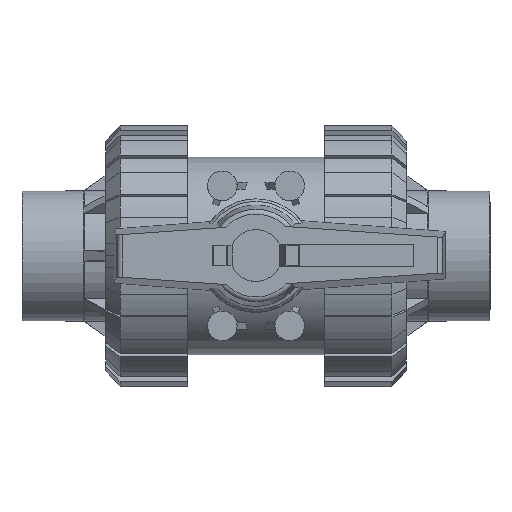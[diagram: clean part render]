
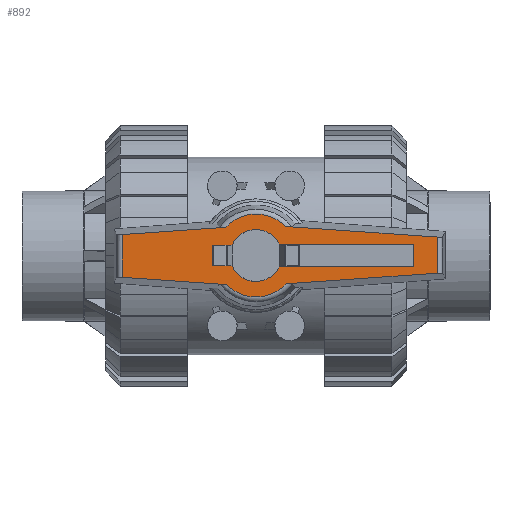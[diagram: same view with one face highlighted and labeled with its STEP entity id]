
A CAD part, top view. The second image highlights one B-rep face of the part: STEP entity #892.
In plain terms, the highlighted planar face has unit normal (0, 0, 1).
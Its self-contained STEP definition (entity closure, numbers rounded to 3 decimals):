
#892=ADVANCED_FACE('',(#2099,#2100),#2101,.T.);
#2099=FACE_BOUND('',#3691,.T.);
#2100=FACE_OUTER_BOUND('',#3692,.T.);
#2101=PLANE('',#3693);
#3691=EDGE_LOOP('',(#6920,#6921,#6922,#6923,#6924,#6925,#6926,#6927));
#3692=EDGE_LOOP('',(#6928,#6929,#6930,#6931,#6932,#6933,#6934,#6935));
#3693=AXIS2_PLACEMENT_3D('',#6936,#6937,#6938);
#6920=ORIENTED_EDGE('',*,*,#10909,.T.);
#6921=ORIENTED_EDGE('',*,*,#10980,.T.);
#6922=ORIENTED_EDGE('',*,*,#11087,.T.);
#6923=ORIENTED_EDGE('',*,*,#11095,.T.);
#6924=ORIENTED_EDGE('',*,*,#10891,.T.);
#6925=ORIENTED_EDGE('',*,*,#10831,.T.);
#6926=ORIENTED_EDGE('',*,*,#10822,.T.);
#6927=ORIENTED_EDGE('',*,*,#10900,.T.);
#6928=ORIENTED_EDGE('',*,*,#11044,.T.);
#6929=ORIENTED_EDGE('',*,*,#11199,.T.);
#6930=ORIENTED_EDGE('',*,*,#11141,.T.);
#6931=ORIENTED_EDGE('',*,*,#11148,.F.);
#6932=ORIENTED_EDGE('',*,*,#11076,.T.);
#6933=ORIENTED_EDGE('',*,*,#11179,.T.);
#6934=ORIENTED_EDGE('',*,*,#11122,.T.);
#6935=ORIENTED_EDGE('',*,*,#11129,.T.);
#6936=CARTESIAN_POINT('',(7.994,0.0,160.5));
#6937=DIRECTION('',(0.0,0.0,1.0));
#6938=DIRECTION('',(1.0,0.0,0.0));
#10822=EDGE_CURVE('',#12862,#12863,#12864,.T.);
#10831=EDGE_CURVE('',#12877,#12862,#12878,.T.);
#10891=EDGE_CURVE('',#12974,#12877,#12975,.T.);
#10900=EDGE_CURVE('',#12863,#12988,#12989,.T.);
#10909=EDGE_CURVE('',#12988,#12999,#13000,.T.);
#10980=EDGE_CURVE('',#12999,#13091,#13093,.T.);
#11044=EDGE_CURVE('',#13201,#13199,#13202,.T.);
#11076=EDGE_CURVE('',#13256,#13254,#13257,.T.);
#11087=EDGE_CURVE('',#13091,#13274,#13275,.T.);
#11095=EDGE_CURVE('',#13274,#12974,#13284,.T.);
#11122=EDGE_CURVE('',#13321,#13319,#13322,.T.);
#11129=EDGE_CURVE('',#13319,#13201,#13332,.T.);
#11141=EDGE_CURVE('',#13349,#13347,#13350,.T.);
#11148=EDGE_CURVE('',#13256,#13347,#13360,.T.);
#11179=EDGE_CURVE('',#13254,#13321,#13397,.T.);
#11199=EDGE_CURVE('',#13199,#13349,#13417,.T.);
#12862=VERTEX_POINT('',#15871);
#12863=VERTEX_POINT('',#15872);
#12864=LINE('',#15873,#15874);
#12877=VERTEX_POINT('',#15893);
#12878=LINE('',#15894,#15895);
#12974=VERTEX_POINT('',#16024);
#12975=CIRCLE('',#16025,10.0);
#12988=VERTEX_POINT('',#16040);
#12989=LINE('',#16041,#16042);
#12999=VERTEX_POINT('',#16057);
#13000=CIRCLE('',#16058,10.0);
#13091=VERTEX_POINT('',#16182);
#13093=LINE('',#16185,#16186);
#13199=VERTEX_POINT('',#16491);
#13201=VERTEX_POINT('',#16518);
#13202=LINE('',#16519,#16520);
#13254=VERTEX_POINT('',#16686);
#13256=VERTEX_POINT('',#16713);
#13257=LINE('',#16714,#16715);
#13274=VERTEX_POINT('',#16737);
#13275=LINE('',#16738,#16739);
#13284=LINE('',#16751,#16752);
#13319=VERTEX_POINT('',#16797);
#13321=VERTEX_POINT('',#16799);
#13322=LINE('',#16800,#16801);
#13332=LINE('',#16871,#16872);
#13347=VERTEX_POINT('',#16891);
#13349=VERTEX_POINT('',#16893);
#13350=LINE('',#16894,#16895);
#13360=LINE('',#16965,#16966);
#13397=CIRCLE('',#17075,15.988);
#13417=CIRCLE('',#17095,15.988);
#15871=CARTESIAN_POINT('',(60.833,4.375,160.5));
#15872=CARTESIAN_POINT('',(60.833,-4.375,160.5));
#15873=CARTESIAN_POINT('',(60.833,0.0,160.5));
#15874=VECTOR('',#22885,1.0);
#15893=CARTESIAN_POINT('',(8.992,4.375,160.5));
#15894=CARTESIAN_POINT('',(19.205,4.375,160.5));
#15895=VECTOR('',#22892,1.0);
#16024=CARTESIAN_POINT('',(-9.192,3.938,160.5));
#16025=AXIS2_PLACEMENT_3D('',#22980,#22981,#22982);
#16040=CARTESIAN_POINT('',(8.992,-4.375,160.5));
#16041=CARTESIAN_POINT('',(19.205,-4.375,160.5));
#16042=VECTOR('',#22997,1.0);
#16057=CARTESIAN_POINT('',(-9.192,-3.938,160.5));
#16058=AXIS2_PLACEMENT_3D('',#23003,#23004,#23005);
#16182=CARTESIAN_POINT('',(-16.933,-3.938,160.5));
#16185=CARTESIAN_POINT('',(-2.601,-3.938,160.5));
#16186=VECTOR('',#23073,1.0);
#16491=CARTESIAN_POINT('',(-11.394,-11.216,160.5));
#16518=CARTESIAN_POINT('',(-51.662,-8.4,160.5));
#16519=CARTESIAN_POINT('',(-4.192,-11.72,160.5));
#16520=VECTOR('',#23127,1.0);
#16686=CARTESIAN_POINT('',(11.394,11.216,160.5));
#16713=CARTESIAN_POINT('',(69.912,7.124,160.5));
#16714=CARTESIAN_POINT('',(37.881,9.364,160.5));
#16715=VECTOR('',#23155,1.0);
#16737=CARTESIAN_POINT('',(-16.933,3.938,160.5));
#16738=CARTESIAN_POINT('',(-16.933,5.906,160.5));
#16739=VECTOR('',#23170,1.0);
#16751=CARTESIAN_POINT('',(-2.601,3.938,160.5));
#16752=VECTOR('',#23177,1.0);
#16797=CARTESIAN_POINT('',(-51.662,8.09,160.5));
#16799=CARTESIAN_POINT('',(-11.712,10.883,160.5));
#16800=CARTESIAN_POINT('',(-3.074,11.487,160.5));
#16801=VECTOR('',#23209,1.0);
#16871=CARTESIAN_POINT('',(-51.662,15.75,160.5));
#16872=VECTOR('',#23211,1.0);
#16891=CARTESIAN_POINT('',(69.912,-6.814,160.5));
#16893=CARTESIAN_POINT('',(11.712,-10.883,160.5));
#16894=CARTESIAN_POINT('',(38.956,-8.978,160.5));
#16895=VECTOR('',#23225,1.0);
#16965=CARTESIAN_POINT('',(69.912,15.75,160.5));
#16966=VECTOR('',#23227,1.0);
#17075=AXIS2_PLACEMENT_3D('',#23262,#23263,#23264);
#17095=AXIS2_PLACEMENT_3D('',#23289,#23290,#23291);
#22885=DIRECTION('',(0.0,-1.0,0.0));
#22892=DIRECTION('',(1.0,0.0,-0.0));
#22980=CARTESIAN_POINT('',(0.0,0.0,160.5));
#22981=DIRECTION('',(0.0,0.0,-1.0));
#22982=DIRECTION('',(1.0,0.0,0.0));
#22997=DIRECTION('',(-1.0,0.0,0.0));
#23003=CARTESIAN_POINT('',(0.0,0.0,160.5));
#23004=DIRECTION('',(0.0,0.0,-1.0));
#23005=DIRECTION('',(1.0,0.0,0.0));
#23073=DIRECTION('',(-1.0,0.0,0.0));
#23127=DIRECTION('',(0.998,-0.07,0.0));
#23155=DIRECTION('',(-0.998,0.07,0.0));
#23170=DIRECTION('',(0.0,1.0,-0.0));
#23177=DIRECTION('',(1.0,0.0,0.0));
#23209=DIRECTION('',(-0.998,-0.07,0.0));
#23211=DIRECTION('',(0.0,-1.0,0.0));
#23225=DIRECTION('',(0.998,0.07,-0.0));
#23227=DIRECTION('',(0.0,-1.0,0.0));
#23262=CARTESIAN_POINT('',(0.0,0.0,160.5));
#23263=DIRECTION('',(0.0,0.0,1.0));
#23264=DIRECTION('',(1.0,0.0,0.0));
#23289=CARTESIAN_POINT('',(0.0,0.0,160.5));
#23290=DIRECTION('',(0.0,0.0,1.0));
#23291=DIRECTION('',(1.0,0.0,0.0));
